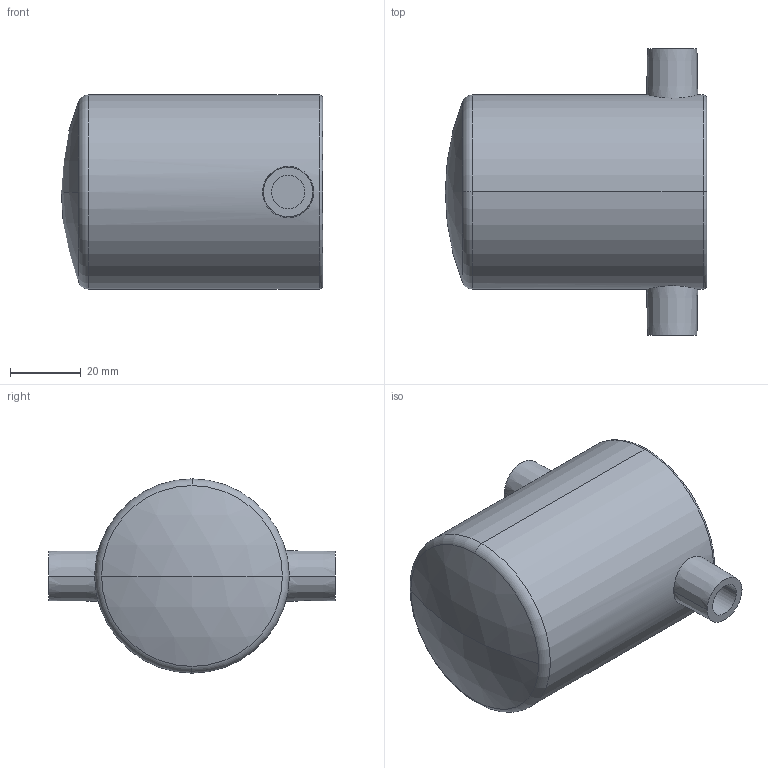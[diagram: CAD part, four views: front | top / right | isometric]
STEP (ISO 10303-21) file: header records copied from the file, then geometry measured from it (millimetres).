
FILE_DESCRIPTION (( 'STEP AP203' ), '1' );
FILE_NAME ('EF END CAP_001 117 2140 0040.step', '2023-05-22T08:56:11', ( '' ), ( '' ), 'SwSTEP 2.0', 'SolidWorks 2021', '' );
FILE_SCHEMA (( 'CONFIG_CONTROL_DESIGN' ));
Length unit declared in the file: millimetre
Products named in the file (1): EF END CAP_001 117 2140 0040
Bounding box: 74 x 81.2 x 55 mm (x, y, z)
Volume: 87672.1 mm3; surface area: 26594.1 mm2
Topology: 1 solids, 1 shells, 25 faces, 52 edges, 34 vertices
Faces by surface type: cylinder 8, plane 5, cone 4, torus 4, sphere 4
Entity records: 927 total; most frequent: CARTESIAN_POINT 284, DIRECTION 136, ORIENTED_EDGE 104, AXIS2_PLACEMENT_3D 62, EDGE_CURVE 52, CIRCLE 36, VERTEX_POINT 34, EDGE_LOOP 30
